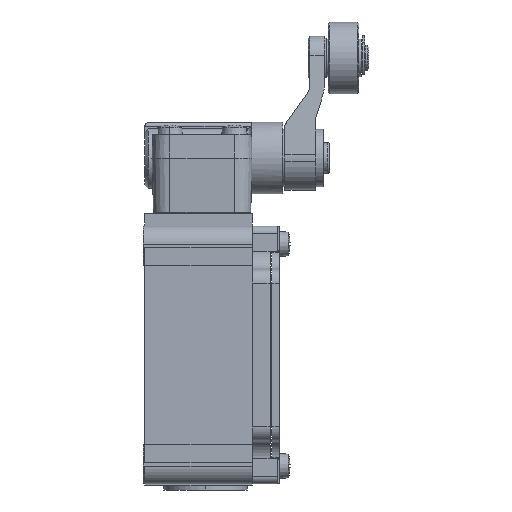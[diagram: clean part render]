
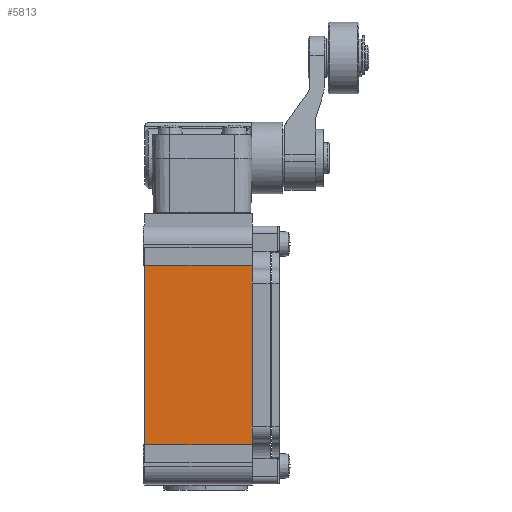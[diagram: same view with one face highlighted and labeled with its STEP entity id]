
A CAD part, left-side view. The second image highlights one B-rep face of the part: STEP entity #5813.
In plain terms, the highlighted planar face has unit normal (-1, -0.008, 0).
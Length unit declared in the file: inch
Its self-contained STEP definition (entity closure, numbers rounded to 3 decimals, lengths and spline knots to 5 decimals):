
#312 = LINE ( 'NONE', #25928, #3421 ) ;
#613 = ORIENTED_EDGE ( 'NONE', *, *, #4697, .T. ) ;
#1218 = VERTEX_POINT ( 'NONE', #32481 ) ;
#1333 = LINE ( 'NONE', #8971, #28428 ) ;
#2492 = CARTESIAN_POINT ( 'NONE',  ( -0.7874, -0.51181, 2.4685 ) ) ;
#2734 = DIRECTION ( 'NONE',  ( 0., 0., 1. ) ) ;
#2802 = DIRECTION ( 'NONE',  ( -1., -0.008, 0. ) ) ;
#2977 = CARTESIAN_POINT ( 'NONE',  ( -0.79724, 0.66929, 1.48425 ) ) ;
#3421 = VECTOR ( 'NONE', #23275, 39.37008 ) ;
#4173 = CARTESIAN_POINT ( 'NONE',  ( -0.79724, 0.66929, 1.53874 ) ) ;
#4697 = EDGE_CURVE ( 'NONE', #24432, #7945, #22094, .T. ) ;
#5065 = LINE ( 'NONE', #25365, #17426 ) ;
#5813 = ADVANCED_FACE ( 'NONE', ( #21279 ), #5945, .T. ) ;
#5945 = PLANE ( 'NONE',  #18915 ) ;
#6233 = VERTEX_POINT ( 'NONE', #20586 ) ;
#6466 = DIRECTION ( 'NONE',  ( -0.008, 1., 0. ) ) ;
#6792 = EDGE_CURVE ( 'NONE', #1218, #19283, #32277, .T. ) ;
#7945 = VERTEX_POINT ( 'NONE', #13048 ) ;
#8801 = CARTESIAN_POINT ( 'NONE',  ( -0.7874, -0.51181, 1.48425 ) ) ;
#8971 = CARTESIAN_POINT ( 'NONE',  ( -0.79724, 0.66929, 2.4685 ) ) ;
#9035 = ORIENTED_EDGE ( 'NONE', *, *, #9313, .T. ) ;
#9313 = EDGE_CURVE ( 'NONE', #6233, #24432, #5065, .T. ) ;
#9532 = VECTOR ( 'NONE', #11177, 39.37008 ) ;
#10022 = VERTEX_POINT ( 'NONE', #2492 ) ;
#10146 = CARTESIAN_POINT ( 'NONE',  ( -0.7874, -0.51181, 0.64205 ) ) ;
#10521 = VECTOR ( 'NONE', #11153, 39.37008 ) ;
#10861 = EDGE_CURVE ( 'NONE', #19283, #6233, #21176, .T. ) ;
#11153 = DIRECTION ( 'NONE',  ( 0., 0., 1. ) ) ;
#11177 = DIRECTION ( 'NONE',  ( 0.008, -1., 0. ) ) ;
#13048 = CARTESIAN_POINT ( 'NONE',  ( -0.7874, -0.51181, 2.32645 ) ) ;
#13620 = DIRECTION ( 'NONE',  ( 0.008, -1., 0. ) ) ;
#13900 = ORIENTED_EDGE ( 'NONE', *, *, #10861, .T. ) ;
#14631 = EDGE_CURVE ( 'NONE', #7945, #10022, #312, .T. ) ;
#15559 = EDGE_CURVE ( 'NONE', #10022, #1218, #1333, .T. ) ;
#16538 = ORIENTED_EDGE ( 'NONE', *, *, #15559, .T. ) ;
#17426 = VECTOR ( 'NONE', #2734, 39.37008 ) ;
#18170 = CARTESIAN_POINT ( 'NONE',  ( -0.79724, 0.66929, 0.5 ) ) ;
#18915 = AXIS2_PLACEMENT_3D ( 'NONE', #2977, #2802, #13620 ) ;
#19283 = VERTEX_POINT ( 'NONE', #24164 ) ;
#20586 = CARTESIAN_POINT ( 'NONE',  ( -0.7874, -0.51181, 0.5 ) ) ;
#20892 = ORIENTED_EDGE ( 'NONE', *, *, #14631, .T. ) ;
#21176 = LINE ( 'NONE', #18170, #9532 ) ;
#21279 = FACE_OUTER_BOUND ( 'NONE', #30916, .T. ) ;
#22094 = LINE ( 'NONE', #8801, #10521 ) ;
#23275 = DIRECTION ( 'NONE',  ( 0., 0., 1. ) ) ;
#24164 = CARTESIAN_POINT ( 'NONE',  ( -0.79724, 0.66929, 0.5 ) ) ;
#24292 = VECTOR ( 'NONE', #29789, 39.37008 ) ;
#24432 = VERTEX_POINT ( 'NONE', #10146 ) ;
#25365 = CARTESIAN_POINT ( 'NONE',  ( -0.7874, -0.51181, 1.48425 ) ) ;
#25928 = CARTESIAN_POINT ( 'NONE',  ( -0.7874, -0.51181, 1.48425 ) ) ;
#26718 = ORIENTED_EDGE ( 'NONE', *, *, #6792, .T. ) ;
#28428 = VECTOR ( 'NONE', #6466, 39.37008 ) ;
#29789 = DIRECTION ( 'NONE',  ( 0., 0., -1. ) ) ;
#30916 = EDGE_LOOP ( 'NONE', ( #16538, #26718, #13900, #9035, #613, #20892 ) ) ;
#32277 = LINE ( 'NONE', #4173, #24292 ) ;
#32481 = CARTESIAN_POINT ( 'NONE',  ( -0.79724, 0.66929, 2.4685 ) ) ;
